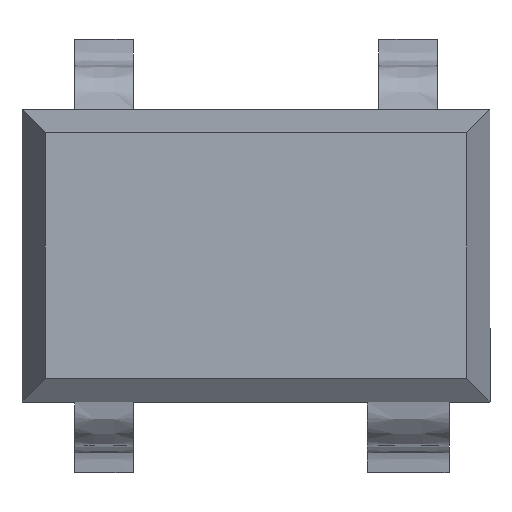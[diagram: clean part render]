
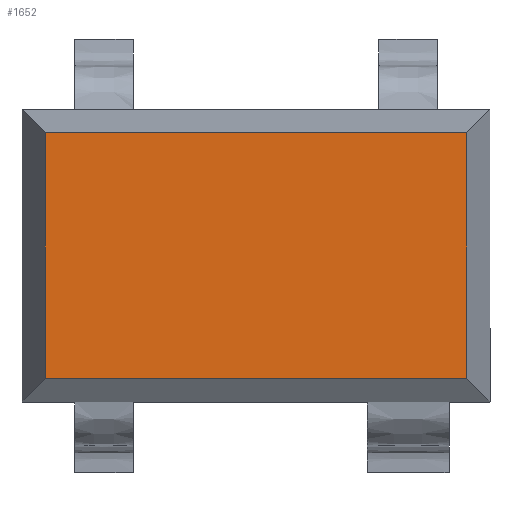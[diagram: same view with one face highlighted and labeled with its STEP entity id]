
A CAD part, top view. The second image highlights one B-rep face of the part: STEP entity #1652.
In plain terms, the highlighted planar face has unit normal (0, 0, 1).
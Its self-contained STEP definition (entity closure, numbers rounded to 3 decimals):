
#8 = DIRECTION ( 'NONE',  ( 1., 0., 0. ) ) ;
#38 = LINE ( 'NONE', #539, #1041 ) ;
#41 = VERTEX_POINT ( 'NONE', #716 ) ;
#44 = CARTESIAN_POINT ( 'NONE',  ( -0.5, -0.525, 1.1 ) ) ;
#72 = PLANE ( 'NONE',  #1362 ) ;
#89 = EDGE_CURVE ( 'NONE', #1499, #41, #38, .T. ) ;
#126 = DIRECTION ( 'NONE',  ( 1., 0., 0. ) ) ;
#161 = DIRECTION ( 'NONE',  ( 0., 0., 1. ) ) ;
#223 = VECTOR ( 'NONE', #126, 1000. ) ;
#281 = EDGE_CURVE ( 'NONE', #41, #1638, #284, .T. ) ;
#284 = LINE ( 'NONE', #44, #768 ) ;
#315 = ORIENTED_EDGE ( 'NONE', *, *, #1606, .F. ) ;
#456 = CARTESIAN_POINT ( 'NONE',  ( 0.9, 0.525, 1.1 ) ) ;
#539 = CARTESIAN_POINT ( 'NONE',  ( 0.9, -0.313, 1.1 ) ) ;
#575 = CARTESIAN_POINT ( 'NONE',  ( -0.9, 0.313, 1.1 ) ) ;
#604 = CARTESIAN_POINT ( 'NONE',  ( -0.9, 0.525, 1.1 ) ) ;
#671 = LINE ( 'NONE', #1481, #223 ) ;
#716 = CARTESIAN_POINT ( 'NONE',  ( 0.9, -0.525, 1.1 ) ) ;
#768 = VECTOR ( 'NONE', #820, 1000. ) ;
#784 = ORIENTED_EDGE ( 'NONE', *, *, #281, .F. ) ;
#791 = ORIENTED_EDGE ( 'NONE', *, *, #89, .F. ) ;
#820 = DIRECTION ( 'NONE',  ( -1., 0., 0. ) ) ;
#926 = EDGE_CURVE ( 'NONE', #1105, #1499, #671, .T. ) ;
#963 = DIRECTION ( 'NONE',  ( 0., 1., 0. ) ) ;
#1036 = ORIENTED_EDGE ( 'NONE', *, *, #926, .F. ) ;
#1041 = VECTOR ( 'NONE', #1680, 1000. ) ;
#1042 = VECTOR ( 'NONE', #963, 1000. ) ;
#1105 = VERTEX_POINT ( 'NONE', #604 ) ;
#1338 = CARTESIAN_POINT ( 'NONE',  ( -0.9, -0.525, 1.1 ) ) ;
#1362 = AXIS2_PLACEMENT_3D ( 'NONE', #1382, #161, #8 ) ;
#1382 = CARTESIAN_POINT ( 'NONE',  ( 0., 0., 1.1 ) ) ;
#1410 = EDGE_LOOP ( 'NONE', ( #784, #791, #1036, #315 ) ) ;
#1481 = CARTESIAN_POINT ( 'NONE',  ( 0.5, 0.525, 1.1 ) ) ;
#1499 = VERTEX_POINT ( 'NONE', #456 ) ;
#1556 = LINE ( 'NONE', #575, #1042 ) ;
#1606 = EDGE_CURVE ( 'NONE', #1638, #1105, #1556, .T. ) ;
#1638 = VERTEX_POINT ( 'NONE', #1338 ) ;
#1652 = ADVANCED_FACE ( 'NONE', ( #1707 ), #72, .T. ) ;
#1680 = DIRECTION ( 'NONE',  ( 0., -1., 0. ) ) ;
#1707 = FACE_OUTER_BOUND ( 'NONE', #1410, .T. ) ;
